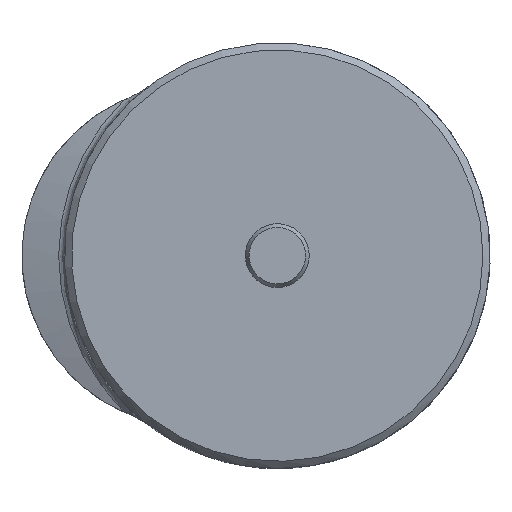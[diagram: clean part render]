
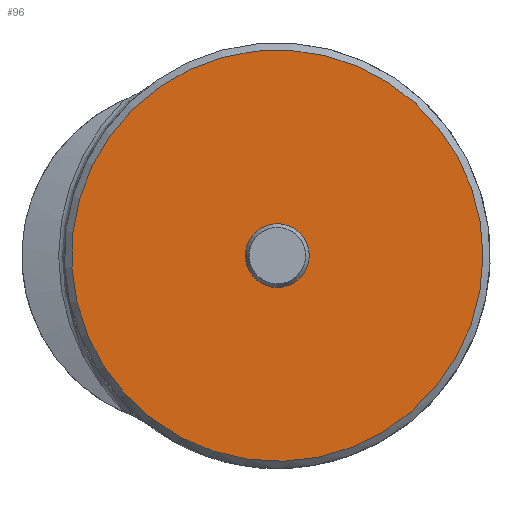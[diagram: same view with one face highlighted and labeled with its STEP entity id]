
A CAD part, top view. The second image highlights one B-rep face of the part: STEP entity #96.
In plain terms, the highlighted planar face has unit normal (0, 0, 1).
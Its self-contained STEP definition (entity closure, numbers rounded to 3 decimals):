
#35=PLANE('',#362);
#58=FACE_BOUND('',#135,.T.);
#59=FACE_BOUND('',#136,.T.);
#96=ADVANCED_FACE('',(#58,#59),#35,.T.);
#135=EDGE_LOOP('',(#191));
#136=EDGE_LOOP('',(#192));
#191=ORIENTED_EDGE('',*,*,#271,.F.);
#192=ORIENTED_EDGE('',*,*,#270,.F.);
#243=VERTEX_POINT('',#562);
#244=VERTEX_POINT('',#565);
#270=EDGE_CURVE('',#243,#243,#294,.T.);
#271=EDGE_CURVE('',#244,#244,#295,.T.);
#294=CIRCLE('',#359,19.325);
#295=CIRCLE('',#361,3.);
#359=AXIS2_PLACEMENT_3D('',#561,#425,#426);
#361=AXIS2_PLACEMENT_3D('',#564,#429,#430);
#362=AXIS2_PLACEMENT_3D('',#566,#431,#432);
#425=DIRECTION('',(0.,0.,-1.));
#426=DIRECTION('',(1.,0.,0.));
#429=DIRECTION('',(0.,0.,1.));
#430=DIRECTION('',(0.,-1.,0.));
#431=DIRECTION('',(0.,0.,1.));
#432=DIRECTION('',(0.,-1.,0.));
#561=CARTESIAN_POINT('',(0.,0.,0.));
#562=CARTESIAN_POINT('',(19.325,0.,0.));
#564=CARTESIAN_POINT('',(0.,0.,0.));
#565=CARTESIAN_POINT('',(0.,-3.,0.));
#566=CARTESIAN_POINT('',(-19.,0.,0.));
